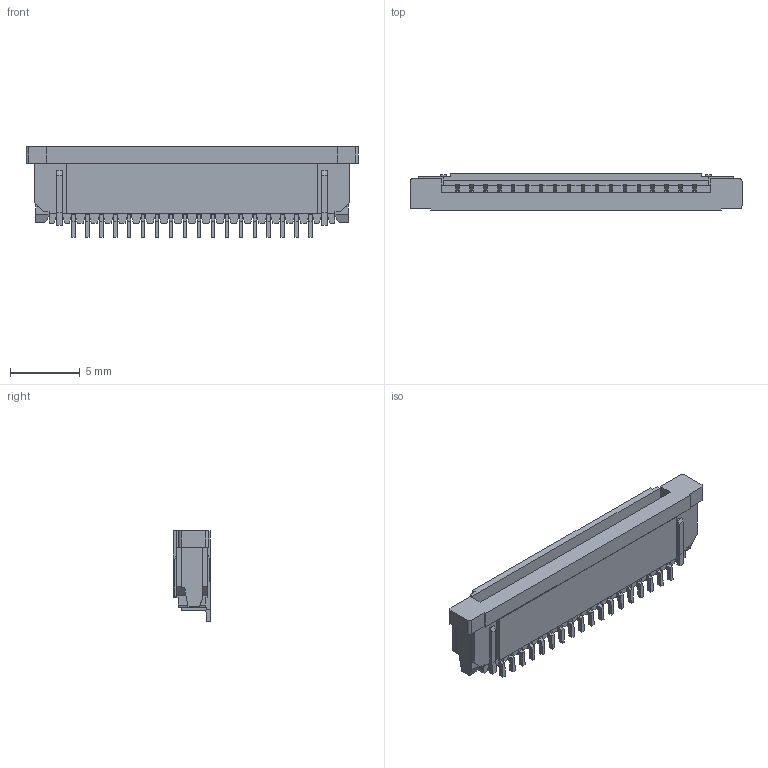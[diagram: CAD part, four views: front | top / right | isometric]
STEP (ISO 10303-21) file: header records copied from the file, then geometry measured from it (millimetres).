
FILE_DESCRIPTION((''),'2;1');
FILE_NAME('SFW_R-2ST_LF','2009-06-10T',('gohd'),('FCI - CDC Division'),'PRO/ENGINEER BY PARAMETRIC TECHNOLOGY CORPORATION, 2008010','PRO/ENGINEER BY PARAMETRIC TECHNOLOGY CORPORATION, 2008010','');
FILE_SCHEMA(('CONFIG_CONTROL_DESIGN'));
Length unit declared in the file: millimetre
Products named in the file (1): SFW_R-2ST_LF
Bounding box: 23.8 x 2.7 x 6.5 mm (x, y, z)
Volume: 267.6 mm3; surface area: 729.3 mm2
Topology: 1 solids, 1 shells, 669 faces, 1986 edges, 1320 vertices
Faces by surface type: plane 665, cylinder 4
Entity records: 22032 total; most frequent: CARTESIAN_POINT 3993, ORIENTED_EDGE 3972, DIRECTION 3326, EDGE_CURVE 1986, VECTOR 1972, LINE 1972, VERTEX_POINT 1320, EDGE_LOOP 708
